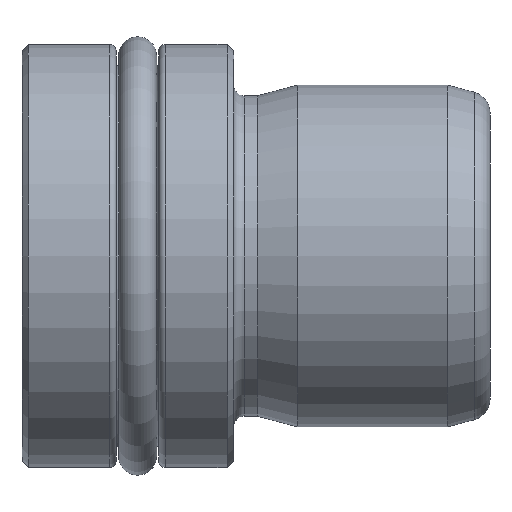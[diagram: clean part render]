
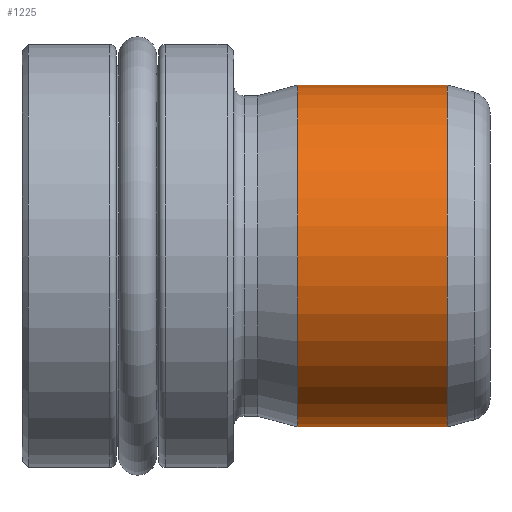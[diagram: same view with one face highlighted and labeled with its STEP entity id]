
A CAD part, left-side view. The second image highlights one B-rep face of the part: STEP entity #1225.
In plain terms, the highlighted cylindrical face has radius 8 mm (diameter 16 mm), a partial arc.
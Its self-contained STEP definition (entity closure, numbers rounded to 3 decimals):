
#76 = DIRECTION ( 'NONE',  ( 0., -1., 0. ) ) ;
#135 = VERTEX_POINT ( 'NONE', #1034 ) ;
#137 = ORIENTED_EDGE ( 'NONE', *, *, #763, .T. ) ;
#155 = VERTEX_POINT ( 'NONE', #1253 ) ;
#247 = VERTEX_POINT ( 'NONE', #946 ) ;
#342 = EDGE_CURVE ( 'NONE', #155, #839, #756, .T. ) ;
#363 = LINE ( 'NONE', #627, #1237 ) ;
#378 = DIRECTION ( 'NONE',  ( 0., 0., -1. ) ) ;
#417 = CARTESIAN_POINT ( 'NONE',  ( 0., 0., 0. ) ) ;
#485 = DIRECTION ( 'NONE',  ( 0., -1., 0. ) ) ;
#487 = DIRECTION ( 'NONE',  ( 0., -1., 0. ) ) ;
#488 = AXIS2_PLACEMENT_3D ( 'NONE', #604, #485, #811 ) ;
#563 = DIRECTION ( 'NONE',  ( 0., -1., 0. ) ) ;
#582 = CARTESIAN_POINT ( 'NONE',  ( 0., 0., -8. ) ) ;
#598 = ORIENTED_EDGE ( 'NONE', *, *, #342, .F. ) ;
#604 = CARTESIAN_POINT ( 'NONE',  ( 0., 2., 0. ) ) ;
#627 = CARTESIAN_POINT ( 'NONE',  ( 0., 0., 8. ) ) ;
#701 = CYLINDRICAL_SURFACE ( 'NONE', #816, 8. ) ;
#751 = AXIS2_PLACEMENT_3D ( 'NONE', #1346, #487, #930 ) ;
#756 = CIRCLE ( 'NONE', #488, 8. ) ;
#763 = EDGE_CURVE ( 'NONE', #135, #839, #1201, .T. ) ;
#792 = FACE_OUTER_BOUND ( 'NONE', #1247, .T. ) ;
#811 = DIRECTION ( 'NONE',  ( 0., 0., -1. ) ) ;
#816 = AXIS2_PLACEMENT_3D ( 'NONE', #417, #1182, #378 ) ;
#833 = CARTESIAN_POINT ( 'NONE',  ( 0., 2., -8. ) ) ;
#839 = VERTEX_POINT ( 'NONE', #833 ) ;
#930 = DIRECTION ( 'NONE',  ( 0., 0., -1. ) ) ;
#946 = CARTESIAN_POINT ( 'NONE',  ( 0., 9., 8. ) ) ;
#970 = EDGE_CURVE ( 'NONE', #247, #155, #363, .T. ) ;
#1020 = CIRCLE ( 'NONE', #751, 8. ) ;
#1034 = CARTESIAN_POINT ( 'NONE',  ( 0., 9., -8. ) ) ;
#1055 = EDGE_CURVE ( 'NONE', #247, #135, #1020, .T. ) ;
#1148 = VECTOR ( 'NONE', #76, 1000. ) ;
#1182 = DIRECTION ( 'NONE',  ( 0., -1., 0. ) ) ;
#1201 = LINE ( 'NONE', #582, #1148 ) ;
#1225 = ADVANCED_FACE ( 'NONE', ( #792 ), #701, .T. ) ;
#1237 = VECTOR ( 'NONE', #563, 1000. ) ;
#1247 = EDGE_LOOP ( 'NONE', ( #1281, #1477, #137, #598 ) ) ;
#1253 = CARTESIAN_POINT ( 'NONE',  ( 0., 2., 8. ) ) ;
#1281 = ORIENTED_EDGE ( 'NONE', *, *, #970, .F. ) ;
#1346 = CARTESIAN_POINT ( 'NONE',  ( 0., 9., 0. ) ) ;
#1477 = ORIENTED_EDGE ( 'NONE', *, *, #1055, .T. ) ;
